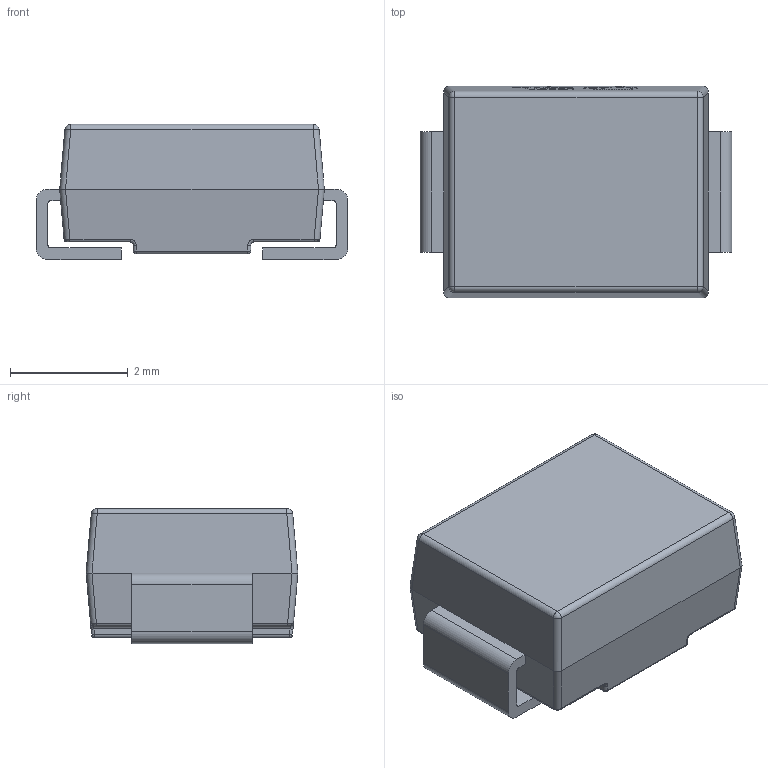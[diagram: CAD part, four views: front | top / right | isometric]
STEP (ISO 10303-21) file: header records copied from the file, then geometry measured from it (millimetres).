
FILE_DESCRIPTION (( 'STEP AP214' ), '1' );
FILE_NAME ('SMB_L4.5-W3.6-LS5.3-BI.step', '2023-08-07T03:59:36', ( '' ), ( '' ), 'SwSTEP 2.0', 'SolidWorks 2020', '' );
FILE_SCHEMA (( 'AUTOMOTIVE_DESIGN' ));
Length unit declared in the file: millimetre
Products named in the file (1): SMB_L4.5-W3.6-LS5.3-BI
Bounding box: 5.3 x 3.6 x 2.3 mm (x, y, z)
Volume: 34.4 mm3; surface area: 85.1 mm2
Topology: 1 solids, 1 shells, 312 faces, 821 edges, 530 vertices
Faces by surface type: plane 158, bspline 110, cylinder 36, sphere 8
Entity records: 13571 total; most frequent: CARTESIAN_POINT 3186, ORIENTED_EDGE 1642, DIRECTION 1059, EDGE_CURVE 821, VECTOR 533, LINE 533, VERTEX_POINT 530, EDGE_LOOP 331
